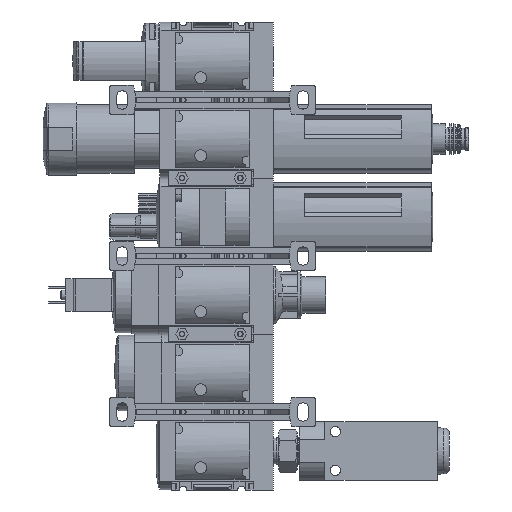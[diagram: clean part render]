
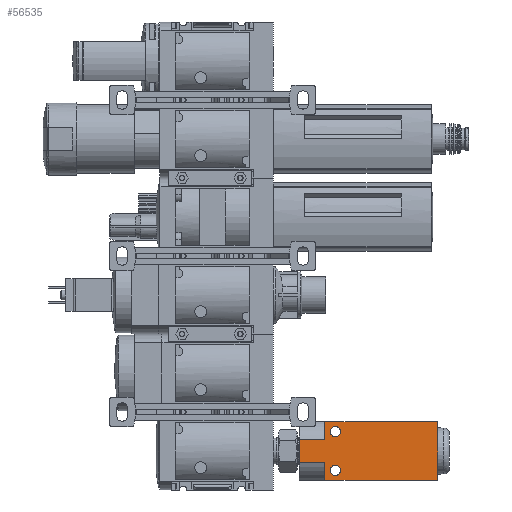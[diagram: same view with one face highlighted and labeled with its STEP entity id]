
A CAD part, left-side view. The second image highlights one B-rep face of the part: STEP entity #56535.
In plain terms, the highlighted planar face has unit normal (-1, 0, 0).
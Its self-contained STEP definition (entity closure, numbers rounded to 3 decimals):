
#1971=PLANE('',#60128);
#6202=LINE('',#84498,#10754);
#6428=LINE('',#85032,#10980);
#6430=LINE('',#85040,#10982);
#6431=LINE('',#85042,#10983);
#6432=LINE('',#85044,#10984);
#6433=LINE('',#85045,#10985);
#6434=LINE('',#85047,#10986);
#6435=LINE('',#85049,#10987);
#10754=VECTOR('',#71086,1000.);
#10980=VECTOR('',#71476,1000.);
#10982=VECTOR('',#71484,1000.);
#10983=VECTOR('',#71485,1000.);
#10984=VECTOR('',#71486,1000.);
#10985=VECTOR('',#71487,1000.);
#10986=VECTOR('',#71488,1000.);
#10987=VECTOR('',#71489,1000.);
#22841=ORIENTED_EDGE('',*,*,#29467,.T.);
#22842=ORIENTED_EDGE('',*,*,#29468,.T.);
#22843=ORIENTED_EDGE('',*,*,#29469,.T.);
#22844=ORIENTED_EDGE('',*,*,#29470,.T.);
#22845=ORIENTED_EDGE('',*,*,#29471,.F.);
#22846=ORIENTED_EDGE('',*,*,#29208,.F.);
#22847=ORIENTED_EDGE('',*,*,#29472,.T.);
#22848=ORIENTED_EDGE('',*,*,#29473,.T.);
#22849=ORIENTED_EDGE('',*,*,#29474,.F.);
#22850=ORIENTED_EDGE('',*,*,#29465,.T.);
#29208=EDGE_CURVE('',#33495,#33489,#6202,.T.);
#29465=EDGE_CURVE('',#33706,#33705,#6428,.T.);
#29467=EDGE_CURVE('',#33707,#33707,#34945,.T.);
#29468=EDGE_CURVE('',#33708,#33708,#34946,.T.);
#29469=EDGE_CURVE('',#33705,#33709,#6430,.T.);
#29470=EDGE_CURVE('',#33709,#33710,#6431,.T.);
#29471=EDGE_CURVE('',#33489,#33710,#6432,.T.);
#29472=EDGE_CURVE('',#33495,#33711,#6433,.T.);
#29473=EDGE_CURVE('',#33711,#33712,#6434,.T.);
#29474=EDGE_CURVE('',#33706,#33712,#6435,.T.);
#33489=VERTEX_POINT('',#84485);
#33495=VERTEX_POINT('',#84497);
#33705=VERTEX_POINT('',#85031);
#33706=VERTEX_POINT('',#85033);
#33707=VERTEX_POINT('',#85037);
#33708=VERTEX_POINT('',#85039);
#33709=VERTEX_POINT('',#85041);
#33710=VERTEX_POINT('',#85043);
#33711=VERTEX_POINT('',#85046);
#33712=VERTEX_POINT('',#85048);
#34945=CIRCLE('',#60129,2.65);
#34946=CIRCLE('',#60130,2.65);
#37475=EDGE_LOOP('',(#22841));
#37476=EDGE_LOOP('',(#22842));
#37477=EDGE_LOOP('',(#22843,#22844,#22845,#22846,#22847,#22848,#22849,#22850));
#40130=FACE_BOUND('',#37475,.T.);
#40131=FACE_BOUND('',#37476,.T.);
#40132=FACE_BOUND('',#37477,.T.);
#56535=ADVANCED_FACE('',(#40130,#40131,#40132),#1971,.F.);
#60128=AXIS2_PLACEMENT_3D('',#85035,#71478,#71479);
#60129=AXIS2_PLACEMENT_3D('',#85036,#71480,#71481);
#60130=AXIS2_PLACEMENT_3D('',#85038,#71482,#71483);
#71086=DIRECTION('',(0.,0.,-1.));
#71476=DIRECTION('',(0.,0.,-1.));
#71478=DIRECTION('',(1.,0.,0.));
#71479=DIRECTION('',(0.,0.,-1.));
#71480=DIRECTION('',(1.,0.,0.));
#71481=DIRECTION('',(0.,0.,-1.));
#71482=DIRECTION('',(1.,0.,0.));
#71483=DIRECTION('',(0.,0.,-1.));
#71484=DIRECTION('',(0.,-1.,0.));
#71485=DIRECTION('',(0.,0.,1.));
#71486=DIRECTION('',(0.,1.,0.));
#71487=DIRECTION('',(0.,1.,0.));
#71488=DIRECTION('',(0.,0.,1.));
#71489=DIRECTION('',(0.,-1.,0.));
#84485=CARTESIAN_POINT('',(0.,0.,-6.));
#84497=CARTESIAN_POINT('',(0.,0.,6.));
#84498=CARTESIAN_POINT('',(0.,0.,15.));
#85031=CARTESIAN_POINT('',(0.,71.2,-15.));
#85032=CARTESIAN_POINT('',(0.,71.2,15.));
#85033=CARTESIAN_POINT('',(0.,71.2,15.));
#85035=CARTESIAN_POINT('',(0.,71.2,15.));
#85036=CARTESIAN_POINT('',(0.,18.5,-10.));
#85037=CARTESIAN_POINT('',(0.,18.5,-12.65));
#85038=CARTESIAN_POINT('',(0.,18.5,10.));
#85039=CARTESIAN_POINT('',(0.,18.5,7.35));
#85040=CARTESIAN_POINT('',(0.,71.2,-15.));
#85041=CARTESIAN_POINT('',(0.,13.1,-15.));
#85042=CARTESIAN_POINT('',(0.,13.1,15.));
#85043=CARTESIAN_POINT('',(0.,13.1,-6.));
#85044=CARTESIAN_POINT('',(0.,-1.9,-6.));
#85045=CARTESIAN_POINT('',(0.,-1.9,6.));
#85046=CARTESIAN_POINT('',(0.,13.1,6.));
#85047=CARTESIAN_POINT('',(0.,13.1,15.));
#85048=CARTESIAN_POINT('',(0.,13.1,15.));
#85049=CARTESIAN_POINT('',(0.,71.2,15.));
